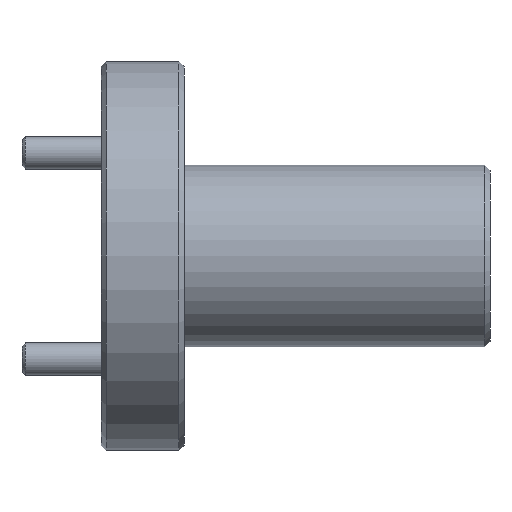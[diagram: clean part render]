
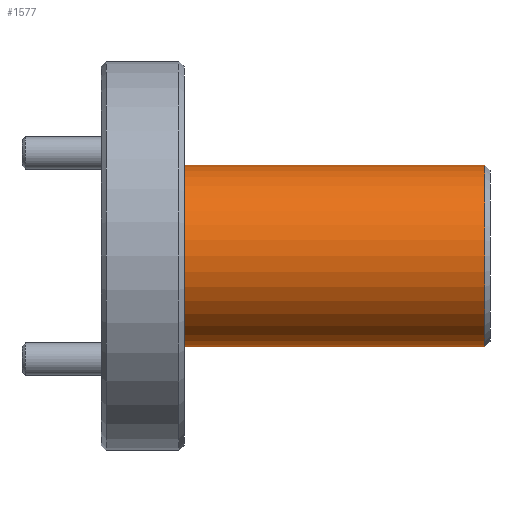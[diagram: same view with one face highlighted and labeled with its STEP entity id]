
A CAD part, front view. The second image highlights one B-rep face of the part: STEP entity #1577.
In plain terms, the highlighted cylindrical face has radius 4.445 mm (diameter 8.89 mm), a partial arc.
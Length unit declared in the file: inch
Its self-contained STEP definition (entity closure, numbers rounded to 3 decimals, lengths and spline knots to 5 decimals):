
#13 = CARTESIAN_POINT ( 'NONE',  ( 1.04577, 0.75896, 1.30167 ) ) ;
#28 = AXIS2_PLACEMENT_3D ( 'NONE', #13, #1101, #1146 ) ;
#47 = DIRECTION ( 'NONE',  ( 1., 0., 0. ) ) ;
#98 = EDGE_LOOP ( 'NONE', ( #338, #587, #660, #1963 ) ) ;
#155 = CARTESIAN_POINT ( 'NONE',  ( 0.46577, 0.75896, 1.47667 ) ) ;
#234 = CARTESIAN_POINT ( 'NONE',  ( 1.05577, 0.75896, 1.30167 ) ) ;
#302 = VERTEX_POINT ( 'NONE', #1646 ) ;
#338 = ORIENTED_EDGE ( 'NONE', *, *, #631, .F. ) ;
#350 = CIRCLE ( 'NONE', #1059, 0.175 ) ;
#432 = CARTESIAN_POINT ( 'NONE',  ( 1.04577, 0.75896, 1.12667 ) ) ;
#441 = EDGE_CURVE ( 'NONE', #2174, #1419, #485, .T. ) ;
#485 = LINE ( 'NONE', #2301, #800 ) ;
#490 = DIRECTION ( 'NONE',  ( 1., 0., 0. ) ) ;
#587 = ORIENTED_EDGE ( 'NONE', *, *, #1675, .T. ) ;
#631 = EDGE_CURVE ( 'NONE', #2267, #302, #2241, .T. ) ;
#660 = ORIENTED_EDGE ( 'NONE', *, *, #441, .T. ) ;
#776 = DIRECTION ( 'NONE',  ( 0., 0., -1. ) ) ;
#800 = VECTOR ( 'NONE', #1021, 39.37008 ) ;
#806 = CARTESIAN_POINT ( 'NONE',  ( 0.46577, 0.75896, 1.30167 ) ) ;
#948 = CARTESIAN_POINT ( 'NONE',  ( 1.05577, 0.75896, 1.47667 ) ) ;
#1021 = DIRECTION ( 'NONE',  ( 1., 0., 0. ) ) ;
#1059 = AXIS2_PLACEMENT_3D ( 'NONE', #806, #490, #1950 ) ;
#1101 = DIRECTION ( 'NONE',  ( -1., 0., 0. ) ) ;
#1133 = FACE_OUTER_BOUND ( 'NONE', #98, .T. ) ;
#1146 = DIRECTION ( 'NONE',  ( 0., 0., -1. ) ) ;
#1419 = VERTEX_POINT ( 'NONE', #432 ) ;
#1453 = EDGE_CURVE ( 'NONE', #1419, #302, #1793, .T. ) ;
#1577 = ADVANCED_FACE ( 'NONE', ( #1133 ), #1879, .T. ) ;
#1646 = CARTESIAN_POINT ( 'NONE',  ( 1.04577, 0.75896, 1.47667 ) ) ;
#1669 = DIRECTION ( 'NONE',  ( 1., 0., 0. ) ) ;
#1675 = EDGE_CURVE ( 'NONE', #2267, #2174, #350, .T. ) ;
#1754 = AXIS2_PLACEMENT_3D ( 'NONE', #234, #47, #776 ) ;
#1793 = CIRCLE ( 'NONE', #28, 0.175 ) ;
#1802 = VECTOR ( 'NONE', #1669, 39.37008 ) ;
#1879 = CYLINDRICAL_SURFACE ( 'NONE', #1754, 0.175 ) ;
#1950 = DIRECTION ( 'NONE',  ( 0., 0., -1. ) ) ;
#1963 = ORIENTED_EDGE ( 'NONE', *, *, #1453, .T. ) ;
#2174 = VERTEX_POINT ( 'NONE', #2345 ) ;
#2241 = LINE ( 'NONE', #948, #1802 ) ;
#2267 = VERTEX_POINT ( 'NONE', #155 ) ;
#2301 = CARTESIAN_POINT ( 'NONE',  ( 1.05577, 0.75896, 1.12667 ) ) ;
#2345 = CARTESIAN_POINT ( 'NONE',  ( 0.46577, 0.75896, 1.12667 ) ) ;
